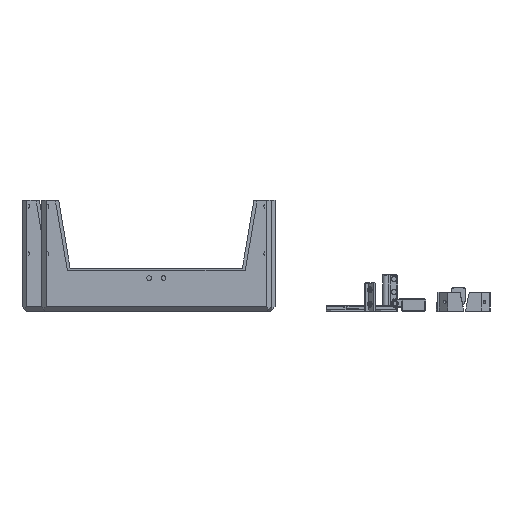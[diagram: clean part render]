
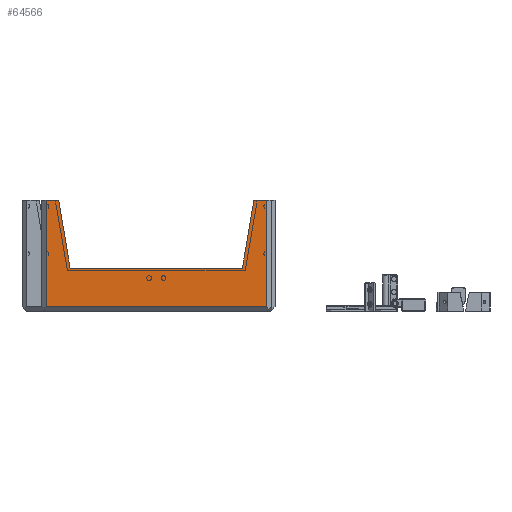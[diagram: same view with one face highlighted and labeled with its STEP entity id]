
A CAD part, left-side view. The second image highlights one B-rep face of the part: STEP entity #64566.
In plain terms, the highlighted planar face has unit normal (-1, 0, 0).
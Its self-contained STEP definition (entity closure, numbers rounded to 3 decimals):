
#1222=FACE_OUTER_BOUND('',#6178,.T.);
#6178=EDGE_LOOP('',(#42852,#42853,#42854,#42855,#42856,#42857,#42858,#42859));
#11363=LINE('',#96991,#19971);
#11369=LINE('',#97008,#19977);
#11407=LINE('',#97098,#20015);
#11410=LINE('',#97106,#20018);
#11420=LINE('',#97125,#20028);
#11421=LINE('',#97127,#20029);
#11422=LINE('',#97129,#20030);
#11423=LINE('',#97130,#20031);
#19971=VECTOR('',#75879,100.);
#19977=VECTOR('',#75893,100.);
#20015=VECTOR('',#75977,100.);
#20018=VECTOR('',#75986,1.);
#20028=VECTOR('',#75998,1.);
#20029=VECTOR('',#75999,72.007);
#20030=VECTOR('',#76000,1.035);
#20031=VECTOR('',#76001,72.007);
#28551=VERTEX_POINT('',#96985);
#28553=VERTEX_POINT('',#96989);
#28560=VERTEX_POINT('',#97007);
#28589=VERTEX_POINT('',#97097);
#28591=VERTEX_POINT('',#97105);
#28599=VERTEX_POINT('',#97124);
#28600=VERTEX_POINT('',#97126);
#28601=VERTEX_POINT('',#97128);
#33050=EDGE_CURVE('',#28551,#28553,#11363,.T.);
#33058=EDGE_CURVE('',#28560,#28551,#11369,.T.);
#33096=EDGE_CURVE('',#28589,#28560,#11407,.T.);
#33099=EDGE_CURVE('',#28589,#28591,#11410,.T.);
#33109=EDGE_CURVE('',#28553,#28599,#11420,.T.);
#33110=EDGE_CURVE('',#28599,#28600,#11421,.T.);
#33111=EDGE_CURVE('',#28600,#28601,#11422,.T.);
#33112=EDGE_CURVE('',#28591,#28601,#11423,.T.);
#42852=ORIENTED_EDGE('',*,*,#33050,.T.);
#42853=ORIENTED_EDGE('',*,*,#33109,.T.);
#42854=ORIENTED_EDGE('',*,*,#33110,.T.);
#42855=ORIENTED_EDGE('',*,*,#33111,.T.);
#42856=ORIENTED_EDGE('',*,*,#33112,.F.);
#42857=ORIENTED_EDGE('',*,*,#33099,.F.);
#42858=ORIENTED_EDGE('',*,*,#33096,.T.);
#42859=ORIENTED_EDGE('',*,*,#33058,.T.);
#59773=PLANE('',#69778);
#64566=ADVANCED_FACE('',(#1222),#59773,.F.);
#69778=AXIS2_PLACEMENT_3D('',#97123,#75996,#75997);
#75879=DIRECTION('',(0.,0.,1.));
#75893=DIRECTION('',(0.,-1.,0.));
#75977=DIRECTION('',(0.,0.,-1.));
#75986=DIRECTION('',(0.,-1.,0.));
#75996=DIRECTION('center_axis',(1.,0.,0.));
#75997=DIRECTION('ref_axis',(0.,0.,-1.));
#75998=DIRECTION('',(0.,1.,0.));
#75999=DIRECTION('',(0.,0.167,-0.986));
#76000=DIRECTION('',(0.,1.,0.));
#76001=DIRECTION('',(0.,-0.167,-0.986));
#96985=CARTESIAN_POINT('',(-281.251,-4.,5.));
#96989=CARTESIAN_POINT('',(-281.251,-4.,115.));
#96991=CARTESIAN_POINT('',(-281.251,-4.,79.504));
#97007=CARTESIAN_POINT('',(-281.251,224.,5.));
#97008=CARTESIAN_POINT('',(-281.251,100.996,5.));
#97097=CARTESIAN_POINT('',(-281.251,224.,115.));
#97098=CARTESIAN_POINT('',(-281.251,224.,79.504));
#97105=CARTESIAN_POINT('',(-281.251,211.,115.));
#97106=CARTESIAN_POINT('',(-281.251,220.,115.));
#97123=CARTESIAN_POINT('Origin',(-281.251,211.,44.));
#97124=CARTESIAN_POINT('',(-281.251,9.,115.));
#97125=CARTESIAN_POINT('',(-281.251,0.,115.));
#97126=CARTESIAN_POINT('',(-281.251,20.831,45.));
#97127=CARTESIAN_POINT('',(-281.251,9.,115.));
#97128=CARTESIAN_POINT('',(-281.251,199.169,45.));
#97129=CARTESIAN_POINT('',(-281.251,110.,45.));
#97130=CARTESIAN_POINT('',(-281.251,211.,115.));
